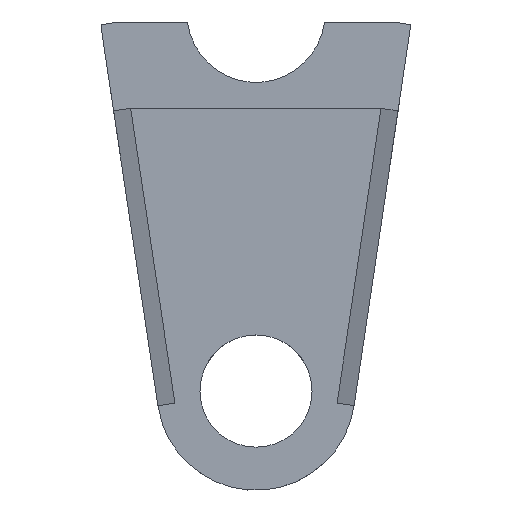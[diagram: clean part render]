
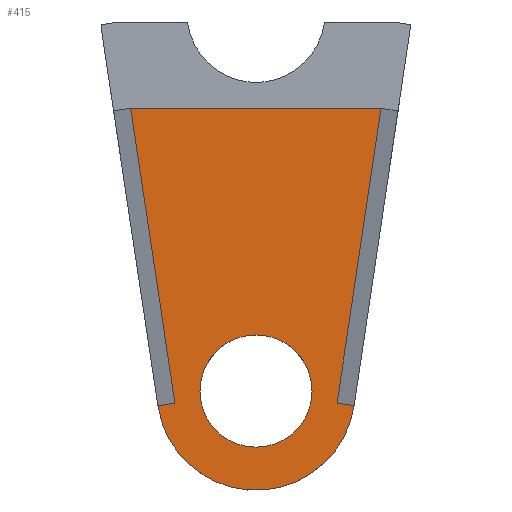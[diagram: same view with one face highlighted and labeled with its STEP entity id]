
A CAD part, top view. The second image highlights one B-rep face of the part: STEP entity #415.
In plain terms, the highlighted planar face has unit normal (0, 0, 1).
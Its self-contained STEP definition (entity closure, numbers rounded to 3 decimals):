
#19=FACE_BOUND('',#89,.T.);
#21=CIRCLE('',#443,11.5);
#30=CIRCLE('',#464,6.5);
#62=FACE_OUTER_BOUND('',#88,.T.);
#88=EDGE_LOOP('',(#361,#362,#363,#364,#365,#366));
#89=EDGE_LOOP('',(#367));
#102=LINE('',#621,#144);
#111=LINE('',#639,#153);
#116=LINE('',#648,#158);
#120=LINE('',#655,#162);
#123=LINE('',#669,#165);
#144=VECTOR('',#500,10.);
#153=VECTOR('',#515,10.);
#158=VECTOR('',#522,10.);
#162=VECTOR('',#530,10.);
#165=VECTOR('',#547,10.);
#182=VERTEX_POINT('',#609);
#183=VERTEX_POINT('',#610);
#187=VERTEX_POINT('',#619);
#193=VERTEX_POINT('',#638);
#194=VERTEX_POINT('',#642);
#197=VERTEX_POINT('',#653);
#206=VERTEX_POINT('',#682);
#219=EDGE_CURVE('',#182,#183,#21,.T.);
#224=EDGE_CURVE('',#187,#182,#102,.T.);
#233=EDGE_CURVE('',#187,#193,#111,.T.);
#238=EDGE_CURVE('',#194,#183,#116,.T.);
#242=EDGE_CURVE('',#197,#194,#120,.T.);
#249=EDGE_CURVE('',#193,#197,#123,.T.);
#256=EDGE_CURVE('',#206,#206,#30,.T.);
#361=ORIENTED_EDGE('',*,*,#249,.T.);
#362=ORIENTED_EDGE('',*,*,#242,.T.);
#363=ORIENTED_EDGE('',*,*,#238,.T.);
#364=ORIENTED_EDGE('',*,*,#219,.F.);
#365=ORIENTED_EDGE('',*,*,#224,.F.);
#366=ORIENTED_EDGE('',*,*,#233,.T.);
#367=ORIENTED_EDGE('',*,*,#256,.T.);
#393=PLANE('',#474);
#415=ADVANCED_FACE('',(#62,#19),#393,.T.);
#443=AXIS2_PLACEMENT_3D('',#611,#491,#492);
#464=AXIS2_PLACEMENT_3D('',#683,#561,#562);
#474=AXIS2_PLACEMENT_3D('',#705,#588,#589);
#491=DIRECTION('center_axis',(0.,0.,-1.));
#492=DIRECTION('ref_axis',(-1.,0.,0.));
#500=DIRECTION('',(0.989,-0.147,0.));
#515=DIRECTION('',(0.147,0.989,0.));
#522=DIRECTION('',(-0.989,-0.149,0.));
#530=DIRECTION('',(0.149,-0.989,0.));
#547=DIRECTION('',(-1.,0.,0.));
#561=DIRECTION('center_axis',(0.,0.,-1.));
#562=DIRECTION('ref_axis',(-1.,0.,0.));
#588=DIRECTION('center_axis',(0.,0.,1.));
#589=DIRECTION('ref_axis',(1.,0.,0.));
#609=CARTESIAN_POINT('',(27.,10.807,4.));
#610=CARTESIAN_POINT('',(4.253,10.791,4.));
#611=CARTESIAN_POINT('Origin',(15.625,12.5,4.));
#619=CARTESIAN_POINT('',(25.021,11.101,4.));
#621=CARTESIAN_POINT('',(25.021,11.101,4.));
#638=CARTESIAN_POINT('',(30.106,45.25,4.));
#639=CARTESIAN_POINT('',(25.021,11.101,4.));
#642=CARTESIAN_POINT('',(6.23,11.089,4.));
#648=CARTESIAN_POINT('',(6.23,11.089,4.));
#653=CARTESIAN_POINT('',(1.098,45.25,4.));
#655=CARTESIAN_POINT('',(-0.197,53.873,4.));
#669=CARTESIAN_POINT('',(8.362,45.25,4.));
#682=CARTESIAN_POINT('',(22.125,12.5,4.));
#683=CARTESIAN_POINT('Origin',(15.625,12.5,4.));
#705=CARTESIAN_POINT('Origin',(15.625,29.625,4.));
